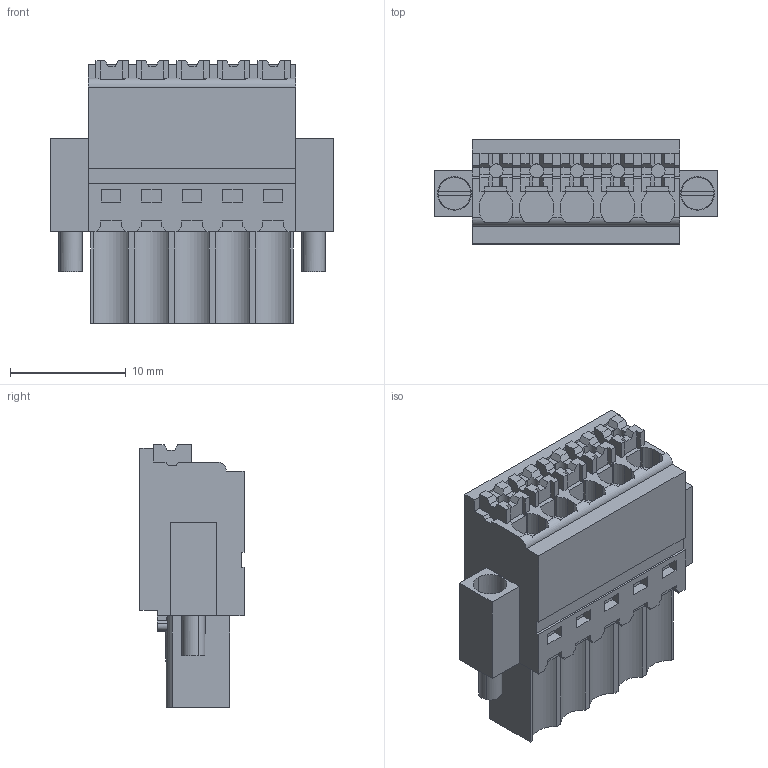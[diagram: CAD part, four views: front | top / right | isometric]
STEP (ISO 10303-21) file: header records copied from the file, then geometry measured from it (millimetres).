
FILE_DESCRIPTION(('CATIA V5R24 STEP','CAx-IF Rec.Pracs.--- Model Styling and Organization---1.2---2011-12-15'),'2;1');
FILE_NAME ('D1462542_0', '2018-01-11T12:22:03+00:00', ('Weidmueller Interface'), ('Weidmueller'), 'CATIA Version 5-6 Release 2014 SP4 HF52', 'CATIA V5 STEP AP214', 'none');
FILE_SCHEMA(('AUTOMOTIVE_DESIGN { 1 0 10303 214 1 1 1 1 }'));
Length unit declared in the file: millimetre
Products named in the file (1): 2459420000
Bounding box: 24.5 x 9 x 22.7 mm (x, y, z)
Volume: 2765.6 mm3; surface area: 2707.1 mm2
Topology: 8 solids, 8 shells, 540 faces, 1588 edges, 1080 vertices
Faces by surface type: plane 469, cylinder 71
Entity records: 17682 total; most frequent: CARTESIAN_POINT 3475, ORIENTED_EDGE 3176, DIRECTION 2257, EDGE_CURVE 1588, VECTOR 1328, LINE 1328, VERTEX_POINT 1080, EDGE_LOOP 570
